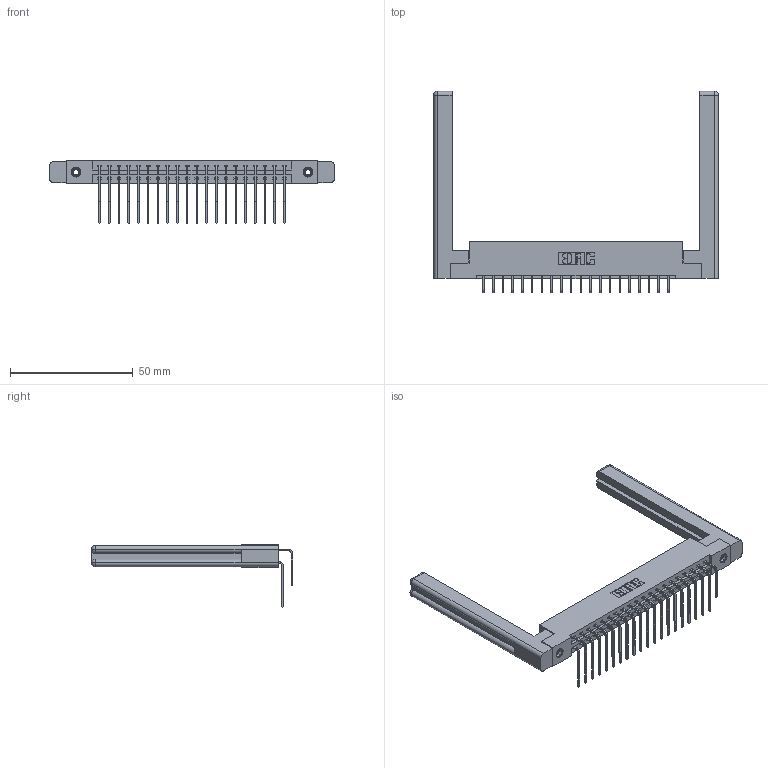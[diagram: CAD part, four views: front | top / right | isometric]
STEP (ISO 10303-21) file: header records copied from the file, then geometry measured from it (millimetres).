
FILE_DESCRIPTION (( 'STEP AP203' ), '1' );
FILE_NAME ('337-040-559-258.STEP', '2019-10-09T11:53:00', ( '' ), ( '' ), 'SwSTEP 2.0', 'SolidWorks 2016', '' );
FILE_SCHEMA (( 'CONFIG_CONTROL_DESIGN' ));
Length unit declared in the file: inch
Products named in the file (6): 337 Part_Flush Mounting Lugs - 0.156 Dia-TI; 307-220-058; 337-040-559-258; 345-250-001_345-250-001-102; 345-292-001_558 559 Tail - 1; 345-292-001_559 Tail - 2
Assembly tree (45 placements, depth 2):
  337-040-559-258
    337 Part_Flush Mounting Lugs - 0.156 Dia-TI
    345-292-001_558 559 Tail - 1  x20
    345-292-001_559 Tail - 2  x20
    345-250-001_345-250-001-102  x2
    307-220-058  x2
Bounding box: 115.87 x 81.98 x 25.53 mm (x, y, z)
Volume: 19292.1 mm3; surface area: 19727 mm2
Topology: 45 solids, 45 shells, 2496 faces, 7345 edges, 4830 vertices
Faces by surface type: plane 1754, cylinder 718, cone 12, torus 12
Entity records: 22770 total; most frequent: CARTESIAN_POINT 3908, ORIENTED_EDGE 3732, DIRECTION 3362, EDGE_CURVE 1866, VECTOR 1650, LINE 1650, VERTEX_POINT 1234, AXIS2_PLACEMENT_3D 856
